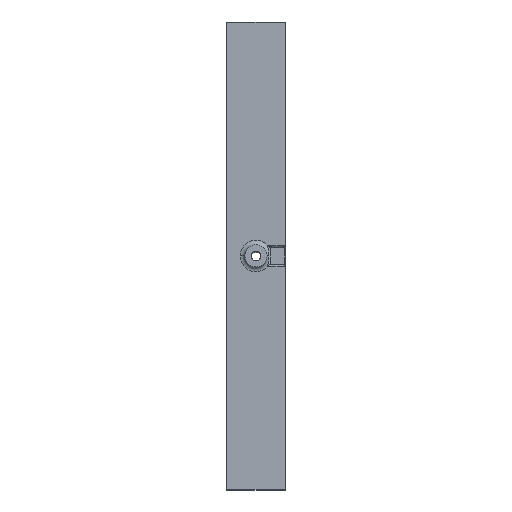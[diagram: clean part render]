
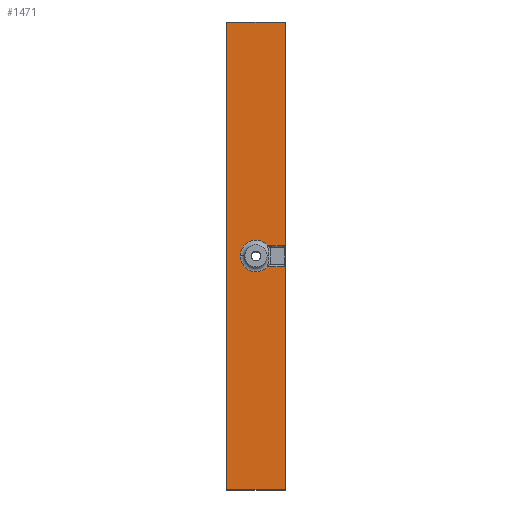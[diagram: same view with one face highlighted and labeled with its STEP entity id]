
A CAD part, top view. The second image highlights one B-rep face of the part: STEP entity #1471.
In plain terms, the highlighted planar face has unit normal (0, 0, 1).
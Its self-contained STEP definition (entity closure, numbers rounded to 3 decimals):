
#8 = VECTOR ( 'NONE', #773, 1000. ) ;
#16 = VERTEX_POINT ( 'NONE', #831 ) ;
#50 = CARTESIAN_POINT ( 'NONE',  ( 5., 95.465, 20. ) ) ;
#65 = CARTESIAN_POINT ( 'NONE',  ( 5.001, 104.53, 20. ) ) ;
#89 = CARTESIAN_POINT ( 'NONE',  ( 5., 104.535, 20. ) ) ;
#101 = CARTESIAN_POINT ( 'NONE',  ( 0., 100., 20. ) ) ;
#102 = CARTESIAN_POINT ( 'NONE',  ( 5., 104.535, 20. ) ) ;
#118 = LINE ( 'NONE', #766, #343 ) ;
#123 = CARTESIAN_POINT ( 'NONE',  ( 5.004, 104.521, 20. ) ) ;
#146 = CARTESIAN_POINT ( 'NONE',  ( 5.001, 95.47, 20. ) ) ;
#151 = EDGE_CURVE ( 'NONE', #231, #666, #1412, .T. ) ;
#155 = DIRECTION ( 'NONE',  ( 0., 0., -1. ) ) ;
#185 = AXIS2_PLACEMENT_3D ( 'NONE', #1469, #1599, #311 ) ;
#186 = VECTOR ( 'NONE', #745, 1000. ) ;
#211 = ORIENTED_EDGE ( 'NONE', *, *, #1391, .T. ) ;
#223 = CARTESIAN_POINT ( 'NONE',  ( 5.011, 104.5, 20. ) ) ;
#229 = CARTESIAN_POINT ( 'NONE',  ( 5., 95.465, 20. ) ) ;
#231 = VERTEX_POINT ( 'NONE', #1051 ) ;
#241 = CARTESIAN_POINT ( 'NONE',  ( 12.5, 200., 20. ) ) ;
#256 = EDGE_LOOP ( 'NONE', ( #633, #443, #211, #322, #1114, #510, #572, #807, #977, #399, #1548 ) ) ;
#276 = CARTESIAN_POINT ( 'NONE',  ( 5.011, 104.5, 20. ) ) ;
#285 = LINE ( 'NONE', #899, #1451 ) ;
#311 = DIRECTION ( 'NONE',  ( -1., 0., 0. ) ) ;
#322 = ORIENTED_EDGE ( 'NONE', *, *, #1282, .T. ) ;
#343 = VECTOR ( 'NONE', #370, 1000. ) ;
#370 = DIRECTION ( 'NONE',  ( -1., 0., 0. ) ) ;
#399 = ORIENTED_EDGE ( 'NONE', *, *, #1337, .T. ) ;
#401 = VERTEX_POINT ( 'NONE', #1520 ) ;
#406 = VERTEX_POINT ( 'NONE', #586 ) ;
#418 = CARTESIAN_POINT ( 'NONE',  ( 5.003, 95.474, 20. ) ) ;
#423 = CIRCLE ( 'NONE', #590, 6.75 ) ;
#443 = ORIENTED_EDGE ( 'NONE', *, *, #808, .T. ) ;
#510 = ORIENTED_EDGE ( 'NONE', *, *, #1164, .T. ) ;
#519 = CARTESIAN_POINT ( 'NONE',  ( 5.011, 95.5, 20. ) ) ;
#568 = LINE ( 'NONE', #1483, #1261 ) ;
#572 = ORIENTED_EDGE ( 'NONE', *, *, #765, .T. ) ;
#586 = CARTESIAN_POINT ( 'NONE',  ( -12.5, 0., 20. ) ) ;
#590 = AXIS2_PLACEMENT_3D ( 'NONE', #101, #1283, #743 ) ;
#592 = VERTEX_POINT ( 'NONE', #1110 ) ;
#608 = B_SPLINE_CURVE_WITH_KNOTS ( 'NONE', 3,
 ( #519, #1317, #1301, #678, #418, #146, #50 ),
 .UNSPECIFIED., .F., .F.,
 ( 4, 3, 4 ),
 ( 0., 0., 0. ),
 .UNSPECIFIED. ) ;
#633 = ORIENTED_EDGE ( 'NONE', *, *, #151, .F. ) ;
#636 = CARTESIAN_POINT ( 'NONE',  ( 5.009, 104.507, 20. ) ) ;
#655 = DIRECTION ( 'NONE',  ( -1., 0., 0. ) ) ;
#666 = VERTEX_POINT ( 'NONE', #1634 ) ;
#669 = CARTESIAN_POINT ( 'NONE',  ( -12.5, 200., 20. ) ) ;
#678 = CARTESIAN_POINT ( 'NONE',  ( 5.004, 95.479, 20. ) ) ;
#743 = DIRECTION ( 'NONE',  ( -1., 0., 0. ) ) ;
#745 = DIRECTION ( 'NONE',  ( 0., -1., 0. ) ) ;
#765 = EDGE_CURVE ( 'NONE', #1592, #592, #871, .T. ) ;
#766 = CARTESIAN_POINT ( 'NONE',  ( 5.5, 95.5, 20. ) ) ;
#773 = DIRECTION ( 'NONE',  ( 0., -1., 0. ) ) ;
#788 = VERTEX_POINT ( 'NONE', #229 ) ;
#807 = ORIENTED_EDGE ( 'NONE', *, *, #1319, .F. ) ;
#808 = EDGE_CURVE ( 'NONE', #231, #16, #118, .T. ) ;
#815 = DIRECTION ( 'NONE',  ( 1., 0., 0. ) ) ;
#831 = CARTESIAN_POINT ( 'NONE',  ( 5.011, 95.5, 20. ) ) ;
#834 = LINE ( 'NONE', #1237, #936 ) ;
#836 = CARTESIAN_POINT ( 'NONE',  ( -12.5, 200., 20. ) ) ;
#848 = VERTEX_POINT ( 'NONE', #102 ) ;
#871 = LINE ( 'NONE', #1277, #1554 ) ;
#899 = CARTESIAN_POINT ( 'NONE',  ( 12.5, 200., 20. ) ) ;
#936 = VECTOR ( 'NONE', #815, 1000. ) ;
#944 = EDGE_CURVE ( 'NONE', #1182, #848, #1156, .T. ) ;
#966 = DIRECTION ( 'NONE',  ( 1., 0., 0. ) ) ;
#977 = ORIENTED_EDGE ( 'NONE', *, *, #1105, .F. ) ;
#984 = CARTESIAN_POINT ( 'NONE',  ( 5.003, 104.526, 20. ) ) ;
#1041 = VERTEX_POINT ( 'NONE', #836 ) ;
#1051 = CARTESIAN_POINT ( 'NONE',  ( 12.5, 95.5, 20. ) ) ;
#1077 = B_SPLINE_CURVE_WITH_KNOTS ( 'NONE', 3,
 ( #89, #65, #984, #123, #1276, #636, #223 ),
 .UNSPECIFIED., .F., .F.,
 ( 4, 3, 4 ),
 ( 0., 0., 0. ),
 .UNSPECIFIED. ) ;
#1105 = EDGE_CURVE ( 'NONE', #1041, #401, #568, .T. ) ;
#1110 = CARTESIAN_POINT ( 'NONE',  ( 12.5, 104.5, 20. ) ) ;
#1114 = ORIENTED_EDGE ( 'NONE', *, *, #944, .T. ) ;
#1156 = CIRCLE ( 'NONE', #1642, 6.75 ) ;
#1161 = CARTESIAN_POINT ( 'NONE',  ( -6.75, 100., 20. ) ) ;
#1162 = DIRECTION ( 'NONE',  ( 1., 0., 0. ) ) ;
#1164 = EDGE_CURVE ( 'NONE', #848, #1592, #1077, .T. ) ;
#1182 = VERTEX_POINT ( 'NONE', #1161 ) ;
#1184 = DIRECTION ( 'NONE',  ( 0., -1., 0. ) ) ;
#1210 = FACE_OUTER_BOUND ( 'NONE', #256, .T. ) ;
#1237 = CARTESIAN_POINT ( 'NONE',  ( -12.5, 0., 20. ) ) ;
#1261 = VECTOR ( 'NONE', #966, 1000. ) ;
#1276 = CARTESIAN_POINT ( 'NONE',  ( 5.006, 104.514, 20. ) ) ;
#1277 = CARTESIAN_POINT ( 'NONE',  ( -12.5, 104.5, 20. ) ) ;
#1282 = EDGE_CURVE ( 'NONE', #788, #1182, #423, .T. ) ;
#1283 = DIRECTION ( 'NONE',  ( 0., 0., -1. ) ) ;
#1295 = CARTESIAN_POINT ( 'NONE',  ( 0., 100., 20. ) ) ;
#1301 = CARTESIAN_POINT ( 'NONE',  ( 5.006, 95.486, 20. ) ) ;
#1317 = CARTESIAN_POINT ( 'NONE',  ( 5.009, 95.493, 20. ) ) ;
#1319 = EDGE_CURVE ( 'NONE', #401, #592, #285, .T. ) ;
#1337 = EDGE_CURVE ( 'NONE', #1041, #406, #1442, .T. ) ;
#1391 = EDGE_CURVE ( 'NONE', #16, #788, #608, .T. ) ;
#1412 = LINE ( 'NONE', #241, #186 ) ;
#1418 = EDGE_CURVE ( 'NONE', #406, #666, #834, .T. ) ;
#1442 = LINE ( 'NONE', #669, #8 ) ;
#1451 = VECTOR ( 'NONE', #1184, 1000. ) ;
#1469 = CARTESIAN_POINT ( 'NONE',  ( -12.5, 200., 20. ) ) ;
#1471 = ADVANCED_FACE ( 'NONE', ( #1210 ), #1497, .F. ) ;
#1483 = CARTESIAN_POINT ( 'NONE',  ( -12.5, 200., 20. ) ) ;
#1497 = PLANE ( 'NONE',  #185 ) ;
#1520 = CARTESIAN_POINT ( 'NONE',  ( 12.5, 200., 20. ) ) ;
#1548 = ORIENTED_EDGE ( 'NONE', *, *, #1418, .T. ) ;
#1554 = VECTOR ( 'NONE', #1162, 1000. ) ;
#1592 = VERTEX_POINT ( 'NONE', #276 ) ;
#1599 = DIRECTION ( 'NONE',  ( 0., 0., -1. ) ) ;
#1634 = CARTESIAN_POINT ( 'NONE',  ( 12.5, 0., 20. ) ) ;
#1642 = AXIS2_PLACEMENT_3D ( 'NONE', #1295, #155, #655 ) ;
